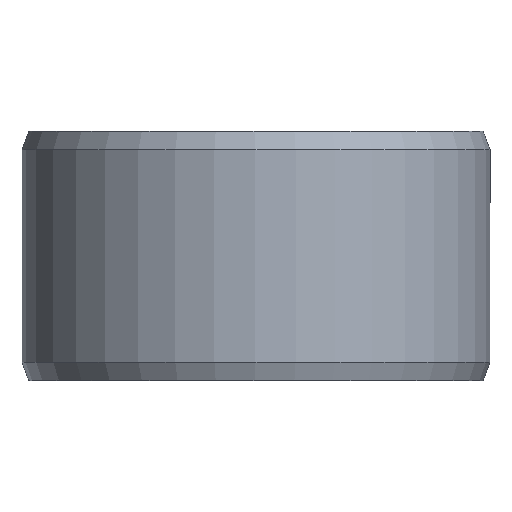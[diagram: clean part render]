
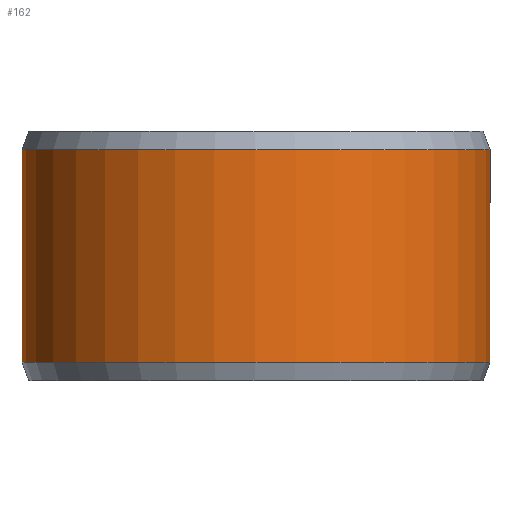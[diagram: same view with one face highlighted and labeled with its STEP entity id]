
A CAD part, front view. The second image highlights one B-rep face of the part: STEP entity #162.
In plain terms, the highlighted cylindrical face has radius 7.5 mm (diameter 15 mm), a partial arc.
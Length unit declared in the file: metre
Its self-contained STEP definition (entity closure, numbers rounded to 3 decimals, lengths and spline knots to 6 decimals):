
#162=ADVANCED_FACE('',(#185,#186),#187,.T.);
#185=FACE_OUTER_BOUND('',#211,.T.);
#186=FACE_BOUND('',#212,.T.);
#187=CYLINDRICAL_SURFACE('',#213,0.0075);
#211=EDGE_LOOP('',(#289,#290,#291,#292));
#212=EDGE_LOOP('',(#293));
#213=AXIS2_PLACEMENT_3D('',#294,#295,#296);
#289=ORIENTED_EDGE('',*,*,#314,.T.);
#290=ORIENTED_EDGE('',*,*,#323,.F.);
#291=ORIENTED_EDGE('',*,*,#309,.F.);
#292=ORIENTED_EDGE('',*,*,#324,.T.);
#293=ORIENTED_EDGE('',*,*,#327,.T.);
#294=CARTESIAN_POINT('',(0.,0.,0.0));
#295=DIRECTION('',(0.,0.0,-1.0));
#296=DIRECTION('',(-1.0,0.0,0.));
#309=EDGE_CURVE('',#341,#342,#343,.T.);
#314=EDGE_CURVE('',#351,#349,#352,.T.);
#323=EDGE_CURVE('',#342,#349,#365,.T.);
#324=EDGE_CURVE('',#341,#351,#366,.T.);
#327=EDGE_CURVE('',#370,#370,#371,.T.);
#341=VERTEX_POINT('',#389);
#342=VERTEX_POINT('',#390);
#343=CIRCLE('',#391,0.0075);
#349=VERTEX_POINT('',#399);
#351=VERTEX_POINT('',#402);
#352=CIRCLE('',#403,0.0075);
#365=LINE('',#422,#423);
#366=LINE('',#424,#425);
#370=VERTEX_POINT('',#487);
#371=B_SPLINE_CURVE_WITH_KNOTS('',3,(#488,#489,#490,#491,#492,#493,#494,#495,#496,#497,#498,#499,#500,#501,#502,#503,#504,#505,#506,#507,#508,#509,#510,#511,#512,#513,#514,#515,#516,#517,#518,#519,#520,#521,#522,#523,#524,#525,#526,#527,#528,#529,#530,#531,#532,#533,#534,#535,#536,#537,#538,#539,#540,#541,#542,#543,#544,#545),.UNSPECIFIED.,.T.,.F.,(2,2,2,2,2,2,2,2,2,2,2,2,2,2,2,2,2,2,2,2,2,2,2,2,2,2,2,2,2,2,2),(-0.000393,0.0,0.000393,0.000785,0.001178,0.00157,0.002355,0.002748,0.00314,0.003533,0.003925,0.00471,0.005103,0.005495,0.005888,0.006281,0.007066,0.007458,0.007851,0.008243,0.008636,0.009028,0.009421,0.009813,0.010206,0.010991,0.011383,0.011776,0.012169,0.012561,0.012954),.UNSPECIFIED.);
#389=CARTESIAN_POINT('',(0.000131,0.007499,0.0006));
#390=CARTESIAN_POINT('',(0.,0.0075,0.0006));
#391=AXIS2_PLACEMENT_3D('',#559,#560,#561);
#399=CARTESIAN_POINT('',(0.,0.0075,0.0074));
#402=CARTESIAN_POINT('',(0.000131,0.007499,0.0074));
#403=AXIS2_PLACEMENT_3D('',#568,#569,#570);
#422=CARTESIAN_POINT('',(0.,0.0075,0.0006));
#423=VECTOR('',#583,1.0);
#424=CARTESIAN_POINT('',(0.000131,0.007499,0.0006));
#425=VECTOR('',#584,1.0);
#487=CARTESIAN_POINT('',(0.005166,-0.005437,0.004));
#488=CARTESIAN_POINT('',(0.005166,-0.005437,0.003867));
#489=CARTESIAN_POINT('',(0.005166,-0.005437,0.004133));
#490=CARTESIAN_POINT('',(0.005176,-0.005428,0.004263));
#491=CARTESIAN_POINT('',(0.005214,-0.005391,0.00452));
#492=CARTESIAN_POINT('',(0.005243,-0.005363,0.004647));
#493=CARTESIAN_POINT('',(0.005317,-0.00529,0.004889));
#494=CARTESIAN_POINT('',(0.005361,-0.005245,0.005003));
#495=CARTESIAN_POINT('',(0.005464,-0.005138,0.00522));
#496=CARTESIAN_POINT('',(0.005523,-0.005075,0.005323));
#497=CARTESIAN_POINT('',(0.00571,-0.004866,0.005598));
#498=CARTESIAN_POINT('',(0.005854,-0.004694,0.005747));
#499=CARTESIAN_POINT('',(0.006072,-0.004404,0.005897));
#500=CARTESIAN_POINT('',(0.006146,-0.004301,0.005935));
#501=CARTESIAN_POINT('',(0.006291,-0.004086,0.005987));
#502=CARTESIAN_POINT('',(0.006361,-0.003976,0.006));
#503=CARTESIAN_POINT('',(0.006496,-0.003751,0.006));
#504=CARTESIAN_POINT('',(0.006561,-0.003635,0.005987));
#505=CARTESIAN_POINT('',(0.006682,-0.003408,0.005936));
#506=CARTESIAN_POINT('',(0.006738,-0.003296,0.005898));
#507=CARTESIAN_POINT('',(0.006894,-0.002964,0.005746));
#508=CARTESIAN_POINT('',(0.006977,-0.002758,0.005599));
#509=CARTESIAN_POINT('',(0.007074,-0.002493,0.005322));
#510=CARTESIAN_POINT('',(0.007102,-0.002413,0.005221));
#511=CARTESIAN_POINT('',(0.007148,-0.002272,0.005005));
#512=CARTESIAN_POINT('',(0.007167,-0.00221,0.004888));
#513=CARTESIAN_POINT('',(0.007197,-0.002111,0.004647));
#514=CARTESIAN_POINT('',(0.007208,-0.002073,0.004522));
#515=CARTESIAN_POINT('',(0.007222,-0.002022,0.004265));
#516=CARTESIAN_POINT('',(0.007226,-0.002009,0.004132));
#517=CARTESIAN_POINT('',(0.007226,-0.002008,0.003739));
#518=CARTESIAN_POINT('',(0.007212,-0.002061,0.003475));
#519=CARTESIAN_POINT('',(0.007167,-0.00221,0.003113));
#520=CARTESIAN_POINT('',(0.007148,-0.002271,0.002996));
#521=CARTESIAN_POINT('',(0.007102,-0.002413,0.002779));
#522=CARTESIAN_POINT('',(0.007074,-0.002492,0.002679));
#523=CARTESIAN_POINT('',(0.00701,-0.002668,0.002495));
#524=CARTESIAN_POINT('',(0.006973,-0.002765,0.002411));
#525=CARTESIAN_POINT('',(0.006889,-0.002967,0.002266));
#526=CARTESIAN_POINT('',(0.006843,-0.003073,0.002204));
#527=CARTESIAN_POINT('',(0.006739,-0.003294,0.002103));
#528=CARTESIAN_POINT('',(0.006683,-0.003407,0.002065));
#529=CARTESIAN_POINT('',(0.006562,-0.003634,0.002013));
#530=CARTESIAN_POINT('',(0.006497,-0.003749,0.002));
#531=CARTESIAN_POINT('',(0.006361,-0.003975,0.002));
#532=CARTESIAN_POINT('',(0.006291,-0.004085,0.002013));
#533=CARTESIAN_POINT('',(0.006147,-0.004298,0.002064));
#534=CARTESIAN_POINT('',(0.006073,-0.004403,0.002103));
#535=CARTESIAN_POINT('',(0.005855,-0.004694,0.002253));
#536=CARTESIAN_POINT('',(0.00571,-0.004866,0.002402));
#537=CARTESIAN_POINT('',(0.005523,-0.005075,0.002677));
#538=CARTESIAN_POINT('',(0.005465,-0.005137,0.002778));
#539=CARTESIAN_POINT('',(0.005361,-0.005245,0.002996));
#540=CARTESIAN_POINT('',(0.005317,-0.00529,0.00311));
#541=CARTESIAN_POINT('',(0.005243,-0.005363,0.003351));
#542=CARTESIAN_POINT('',(0.005214,-0.005391,0.003479));
#543=CARTESIAN_POINT('',(0.005176,-0.005428,0.003736));
#544=CARTESIAN_POINT('',(0.005166,-0.005437,0.003867));
#545=CARTESIAN_POINT('',(0.005166,-0.005437,0.004133));
#559=CARTESIAN_POINT('',(0.,0.,0.0006));
#560=DIRECTION('',(0.,0.0,-1.0));
#561=DIRECTION('',(-1.0,0.0,0.));
#568=CARTESIAN_POINT('',(0.,0.,0.0074));
#569=DIRECTION('',(0.,0.0,-1.0));
#570=DIRECTION('',(-1.0,0.0,0.));
#583=DIRECTION('',(0.0,0.0,1.0));
#584=DIRECTION('',(0.,0.,1.0));
